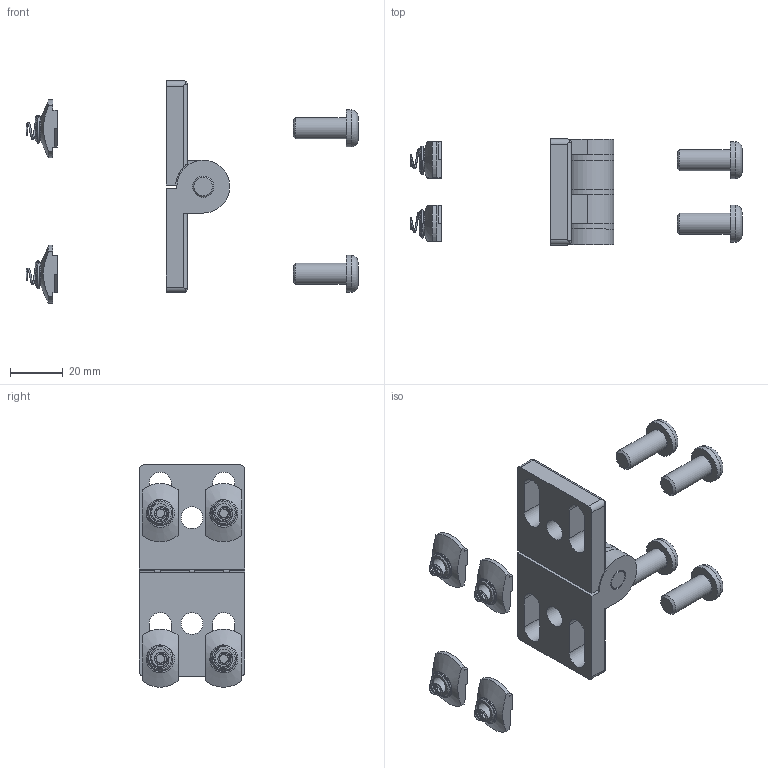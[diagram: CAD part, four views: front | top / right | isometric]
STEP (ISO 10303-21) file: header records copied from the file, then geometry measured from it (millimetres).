
FILE_DESCRIPTION(/* description */ (''),/* implementation_level */ '2;1');
FILE_NAME(/* name */ 'AHU 14.stp',/* time_stamp */ '2016-10-14T09:41:42+01:00',/* author */ ('kevin'),/* organization */ (''),/* preprocessor_version */ 'ST-DEVELOPER v15.2',/* originating_system */ 'Autodesk Inventor 2014',/* authorisation */ '');
FILE_SCHEMA (('AUTOMOTIVE_DESIGN { 1 0 10303 214 3 1 1 }'));
Length unit declared in the file: millimetre
Products named in the file (11): 1; 2; 3; 4; 5; 6; Unbrako Hex Socket Button Cap - Metric M8 x 30; FTS 8; FTS-S; AHU 14
Bounding box: 125.51 x 40 x 84.09 mm (x, y, z)
Volume: 40534.5 mm3; surface area: 25054.9 mm2
Topology: 18 solids, 18 shells, 251 faces, 587 edges, 380 vertices
Faces by surface type: plane 138, cylinder 67, torus 20, cone 18, sphere 4, bspline 4
Full cylindrical faces by diameter (mm): 6.647 x4, 8 x12, 8.3 x2, 8.8 x4, 9.8 x4, 14 x4, 20 x3
Entity records: 4660 total; most frequent: CARTESIAN_POINT 1355, DIRECTION 660, ORIENTED_EDGE 560, EDGE_CURVE 280, AXIS2_PLACEMENT_3D 251, VERTEX_POINT 201, EDGE_LOOP 187, LINE 158
